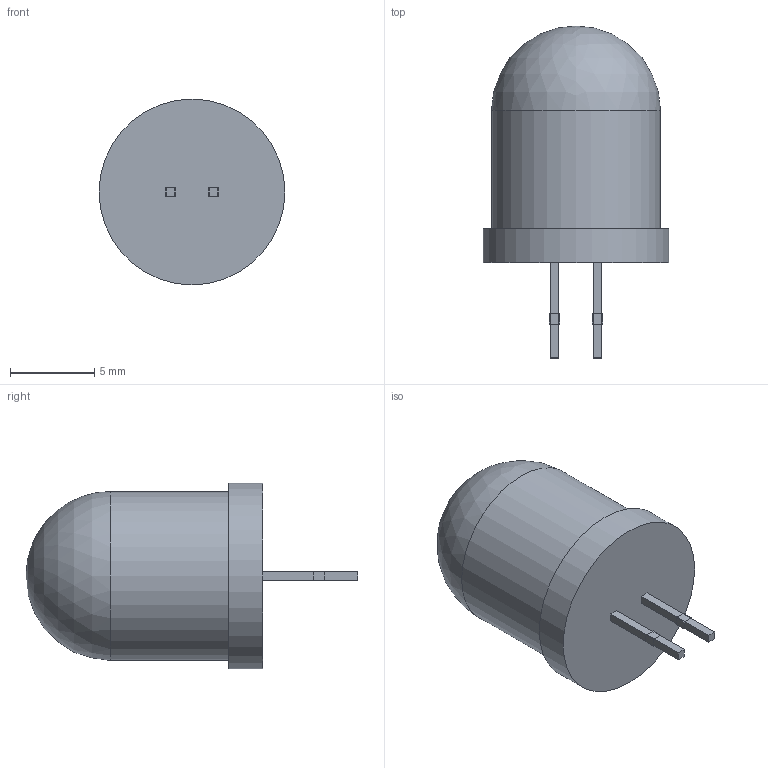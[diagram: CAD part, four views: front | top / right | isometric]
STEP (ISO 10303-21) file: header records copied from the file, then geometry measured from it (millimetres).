
FILE_DESCRIPTION(/* description */ (''),/* implementation_level */ '2;1');
FILE_NAME(/* name */ 'LED 10mm Ultra Violet.step',/* time_stamp */ '2019-02-15T09:02:04+11:00',/* author */ ('austfox'),/* organization */ (''),/* preprocessor_version */ 'ST-DEVELOPER v17.2',/* originating_system */ 'Autodesk Translation Framework v7.6.0.251',/* authorisation */ '');
FILE_SCHEMA (('AUTOMOTIVE_DESIGN { 1 0 10303 214 3 1 1 }'));
Length unit declared in the file: millimetre
Products named in the file (1): LED 10mm Ultra Violet
Bounding box: 11 x 19.65 x 11 mm (x, y, z)
Volume: 1004.9 mm3; surface area: 585.3 mm2
Topology: 5 solids, 5 shells, 29 faces, 57 edges, 38 vertices
Faces by surface type: plane 26, cylinder 2, sphere 1
Full cylindrical faces by diameter (mm): 10 x1, 11 x1
Entity records: 768 total; most frequent: CARTESIAN_POINT 124, DIRECTION 122, ORIENTED_EDGE 112, EDGE_CURVE 56, LINE 50, VECTOR 50, VERTEX_POINT 38, AXIS2_PLACEMENT_3D 36
